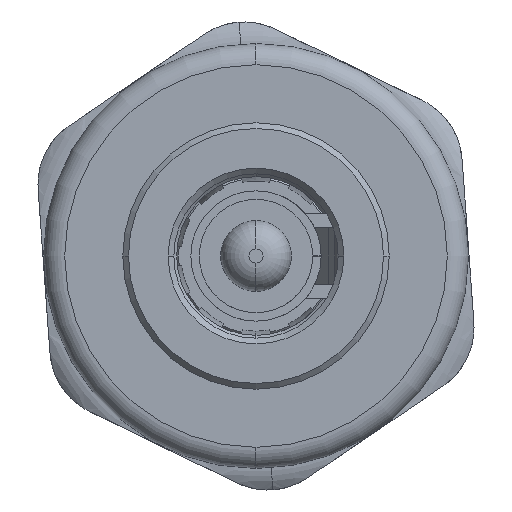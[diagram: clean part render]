
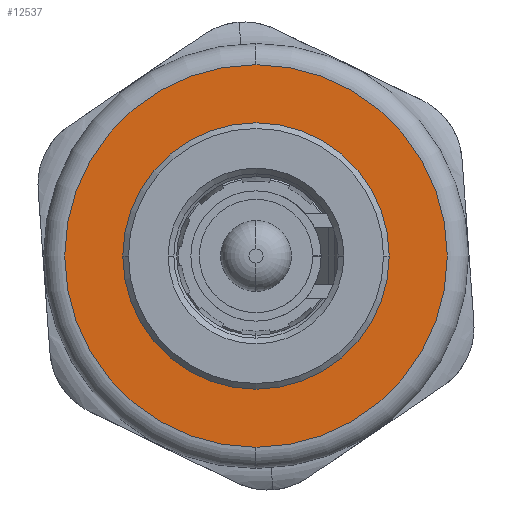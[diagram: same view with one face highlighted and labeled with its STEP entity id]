
A CAD part, left-side view. The second image highlights one B-rep face of the part: STEP entity #12537.
In plain terms, the highlighted planar face has unit normal (-1, 0, 0).
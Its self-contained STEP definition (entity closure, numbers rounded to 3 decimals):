
#48 = AXIS2_PLACEMENT_3D ( 'NONE', #13903, #15894, #9242 ) ;
#632 = AXIS2_PLACEMENT_3D ( 'NONE', #11743, #3532, #14660 ) ;
#1186 = FACE_BOUND ( 'NONE', #15724, .T. ) ;
#2202 = CARTESIAN_POINT ( 'NONE',  ( 0., 0., -6.75 ) ) ;
#2911 = EDGE_CURVE ( 'NONE', #15435, #12068, #19736, .T. ) ;
#3532 = DIRECTION ( 'NONE',  ( -1., 0., 0. ) ) ;
#3872 = CARTESIAN_POINT ( 'NONE',  ( 0., 0., 6.75 ) ) ;
#3903 = ORIENTED_EDGE ( 'NONE', *, *, #2911, .F. ) ;
#4313 = DIRECTION ( 'NONE',  ( 0., 0., -1. ) ) ;
#4562 = EDGE_CURVE ( 'NONE', #19415, #6411, #13892, .T. ) ;
#5404 = DIRECTION ( 'NONE',  ( 0., 0., 1. ) ) ;
#6411 = VERTEX_POINT ( 'NONE', #3872 ) ;
#6906 = AXIS2_PLACEMENT_3D ( 'NONE', #10979, #7535, #4313 ) ;
#7535 = DIRECTION ( 'NONE',  ( 1., 0., 0. ) ) ;
#8560 = ORIENTED_EDGE ( 'NONE', *, *, #20252, .F. ) ;
#8791 = AXIS2_PLACEMENT_3D ( 'NONE', #10016, #16337, #10112 ) ;
#9242 = DIRECTION ( 'NONE',  ( 0., 0., 1. ) ) ;
#10016 = CARTESIAN_POINT ( 'NONE',  ( 0., 0., 0. ) ) ;
#10112 = DIRECTION ( 'NONE',  ( 0., 0., 1. ) ) ;
#10791 = ORIENTED_EDGE ( 'NONE', *, *, #4562, .T. ) ;
#10871 = PLANE ( 'NONE',  #6906 ) ;
#10979 = CARTESIAN_POINT ( 'NONE',  ( 0., 0., -6.75 ) ) ;
#10995 = EDGE_CURVE ( 'NONE', #6411, #19415, #13164, .T. ) ;
#11743 = CARTESIAN_POINT ( 'NONE',  ( 0., 0., 0. ) ) ;
#12068 = VERTEX_POINT ( 'NONE', #15932 ) ;
#12537 = ADVANCED_FACE ( 'NONE', ( #1186, #16979 ), #10871, .F. ) ;
#13164 = CIRCLE ( 'NONE', #15819, 6.75 ) ;
#13892 = CIRCLE ( 'NONE', #632, 6.75 ) ;
#13903 = CARTESIAN_POINT ( 'NONE',  ( 0., 0., 0. ) ) ;
#14660 = DIRECTION ( 'NONE',  ( 0., 0., 1. ) ) ;
#14816 = EDGE_LOOP ( 'NONE', ( #19923, #10791 ) ) ;
#15297 = CIRCLE ( 'NONE', #48, 4.7 ) ;
#15435 = VERTEX_POINT ( 'NONE', #18797 ) ;
#15724 = EDGE_LOOP ( 'NONE', ( #3903, #8560 ) ) ;
#15819 = AXIS2_PLACEMENT_3D ( 'NONE', #16411, #19642, #5404 ) ;
#15894 = DIRECTION ( 'NONE',  ( -1., 0., 0. ) ) ;
#15932 = CARTESIAN_POINT ( 'NONE',  ( 0., 0., -4.7 ) ) ;
#16337 = DIRECTION ( 'NONE',  ( -1., 0., 0. ) ) ;
#16411 = CARTESIAN_POINT ( 'NONE',  ( 0., 0., 0. ) ) ;
#16979 = FACE_OUTER_BOUND ( 'NONE', #14816, .T. ) ;
#18797 = CARTESIAN_POINT ( 'NONE',  ( 0., 0., 4.7 ) ) ;
#19415 = VERTEX_POINT ( 'NONE', #2202 ) ;
#19642 = DIRECTION ( 'NONE',  ( -1., 0., 0. ) ) ;
#19736 = CIRCLE ( 'NONE', #8791, 4.7 ) ;
#19923 = ORIENTED_EDGE ( 'NONE', *, *, #10995, .T. ) ;
#20252 = EDGE_CURVE ( 'NONE', #12068, #15435, #15297, .T. ) ;
